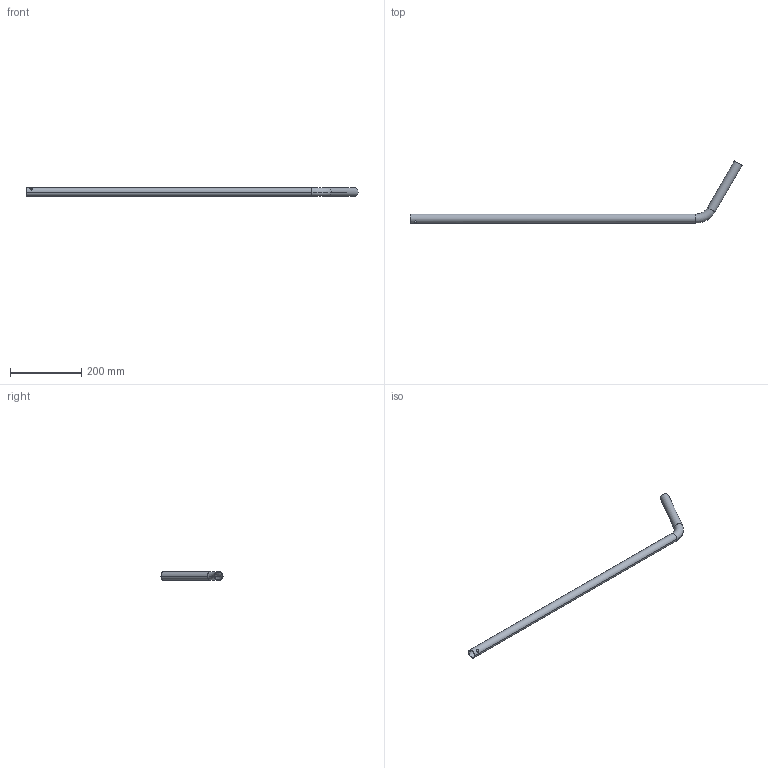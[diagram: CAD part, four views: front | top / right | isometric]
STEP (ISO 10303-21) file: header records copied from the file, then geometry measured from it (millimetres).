
FILE_DESCRIPTION (( 'STEP AP214' ), '1' );
FILE_NAME ('Tube 25x1.5.STEP', '2019-10-20T13:07:19', ( 'Olivier' ), ( 'Microsoft' ), 'SwSTEP 2.0', 'SolidWorks 2010', '' );
FILE_SCHEMA (( 'AUTOMOTIVE_DESIGN' ));
Length unit declared in the file: millimetre
Products named in the file (1): Tube 25x1.5
Bounding box: 929.26 x 173.65 x 25 mm (x, y, z)
Volume: 110819.9 mm3; surface area: 148069.7 mm2
Topology: 1 solids, 1 shells, 18 faces, 46 edges, 28 vertices
Faces by surface type: cylinder 12, torus 4, plane 2
Entity records: 850 total; most frequent: CARTESIAN_POINT 375, DIRECTION 92, ORIENTED_EDGE 92, EDGE_CURVE 46, AXIS2_PLACEMENT_3D 39, VERTEX_POINT 28, EDGE_LOOP 22, CIRCLE 20
